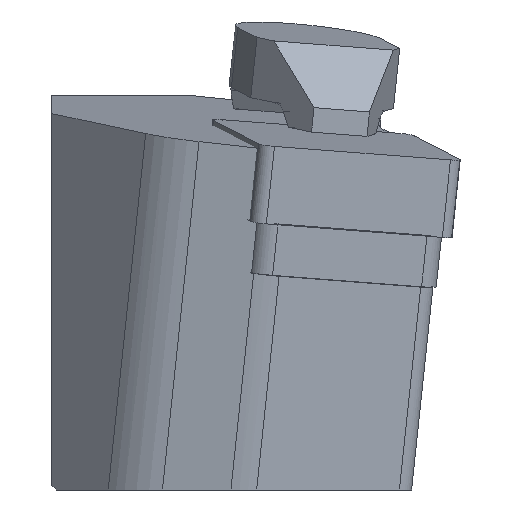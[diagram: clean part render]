
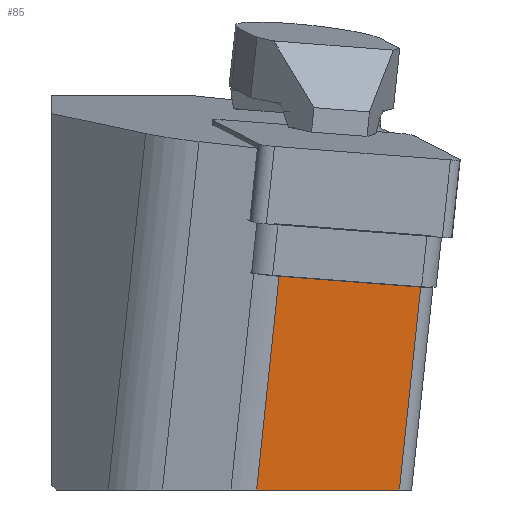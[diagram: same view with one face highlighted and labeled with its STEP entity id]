
A CAD part, left-side view. The second image highlights one B-rep face of the part: STEP entity #85.
In plain terms, the highlighted planar face has unit normal (-0.96, -0.248, -0.128).
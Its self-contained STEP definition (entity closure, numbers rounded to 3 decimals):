
#85=ADVANCED_FACE('',(#207),#155,.F.);
#155=PLANE('',#1318);
#207=FACE_OUTER_BOUND('',#279,.T.);
#279=EDGE_LOOP('',(#662,#663,#664,#665));
#375=LINE('',#1866,#510);
#376=LINE('',#1870,#511);
#377=LINE('',#1872,#512);
#378=LINE('',#1874,#513);
#510=VECTOR('',#1481,1.);
#511=VECTOR('',#1486,1.);
#512=VECTOR('',#1487,1.);
#513=VECTOR('',#1488,1.);
#662=ORIENTED_EDGE('',*,*,#1130,.F.);
#663=ORIENTED_EDGE('',*,*,#1131,.T.);
#664=ORIENTED_EDGE('',*,*,#1132,.F.);
#665=ORIENTED_EDGE('',*,*,#1128,.F.);
#1008=VERTEX_POINT('',#1865);
#1009=VERTEX_POINT('',#1867);
#1010=VERTEX_POINT('',#1871);
#1011=VERTEX_POINT('',#1873);
#1128=EDGE_CURVE('',#1008,#1009,#375,.T.);
#1130=EDGE_CURVE('',#1010,#1008,#376,.T.);
#1131=EDGE_CURVE('',#1010,#1011,#377,.T.);
#1132=EDGE_CURVE('',#1009,#1011,#378,.T.);
#1318=AXIS2_PLACEMENT_3D('',#1875,#1489,#1490);
#1481=DIRECTION('',(0.105,0.104,-0.989));
#1486=DIRECTION('',(0.258,-0.963,-0.074));
#1487=DIRECTION('',(0.105,0.104,-0.989));
#1488=DIRECTION('',(-0.25,0.968,0.));
#1489=DIRECTION('',(0.96,0.248,0.128));
#1490=DIRECTION('',(-0.25,0.968,0.));
#1865=CARTESIAN_POINT('',(4.306,-22.424,-7.648));
#1866=CARTESIAN_POINT('',(7.658,-19.091,-39.358));
#1867=CARTESIAN_POINT('',(5.612,-21.126,-20.));
#1870=CARTESIAN_POINT('',(4.306,-22.424,-7.648));
#1871=CARTESIAN_POINT('',(2.001,-13.82,-6.988));
#1872=CARTESIAN_POINT('',(5.352,-10.487,-38.697));
#1873=CARTESIAN_POINT('',(3.376,-12.452,-20.));
#1874=CARTESIAN_POINT('',(5.247,-19.713,-20.));
#1875=CARTESIAN_POINT('',(7.658,-19.091,-39.358));
